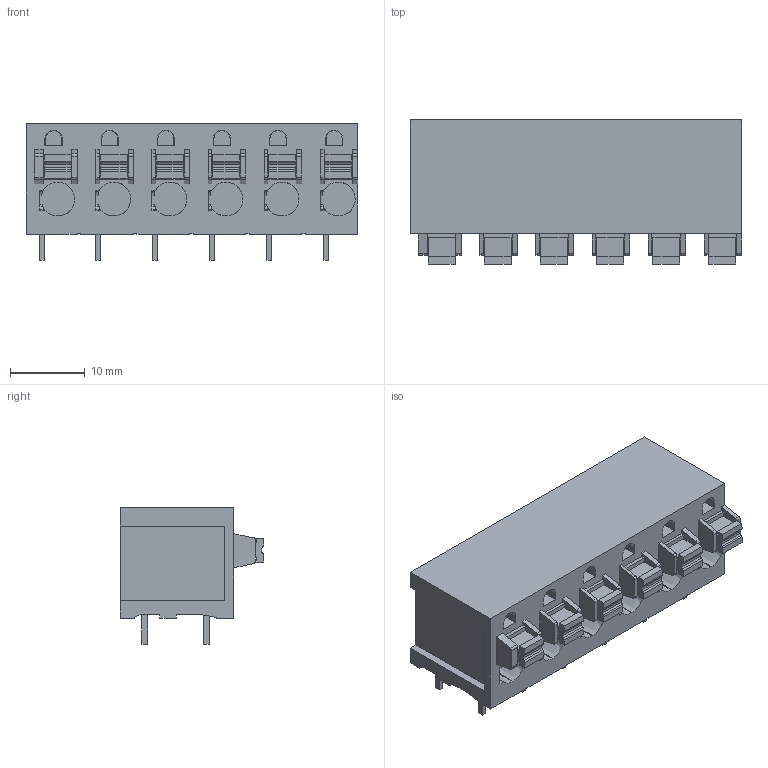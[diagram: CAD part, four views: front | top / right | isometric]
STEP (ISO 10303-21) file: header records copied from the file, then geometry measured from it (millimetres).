
FILE_DESCRIPTION(('CATIA V5R24 STEP','CAx-IF Rec.Pracs.--- Model Styling and Organization---1.4--- 2014-01-23'),'2;1');
FILE_NAME ('1115361-1_0', '2020-02-04T07:22:16+00:00', ('Weidmueller Interface'), ('Weidmueller'), 'CATIA Version 5-6 Release 2016 SP3 HF44', 'CATIA V5 STEP AP214', 'none');
FILE_SCHEMA(('AUTOMOTIVE_DESIGN { 1 0 10303 214 1 1 1 1 }'));
Length unit declared in the file: millimetre
Products named in the file (1): 2667850000
Bounding box: 44.3 x 19.24 x 18.3 mm (x, y, z)
Volume: 9499.6 mm3; surface area: 4759.5 mm2
Topology: 19 solids, 19 shells, 613 faces, 1650 edges, 1092 vertices
Faces by surface type: plane 475, extrusion 66, cylinder 66, cone 6
Entity records: 18370 total; most frequent: CARTESIAN_POINT 4377, ORIENTED_EDGE 3300, DIRECTION 2100, EDGE_CURVE 1650, VECTOR 1447, LINE 1381, VERTEX_POINT 1092, EDGE_LOOP 630
